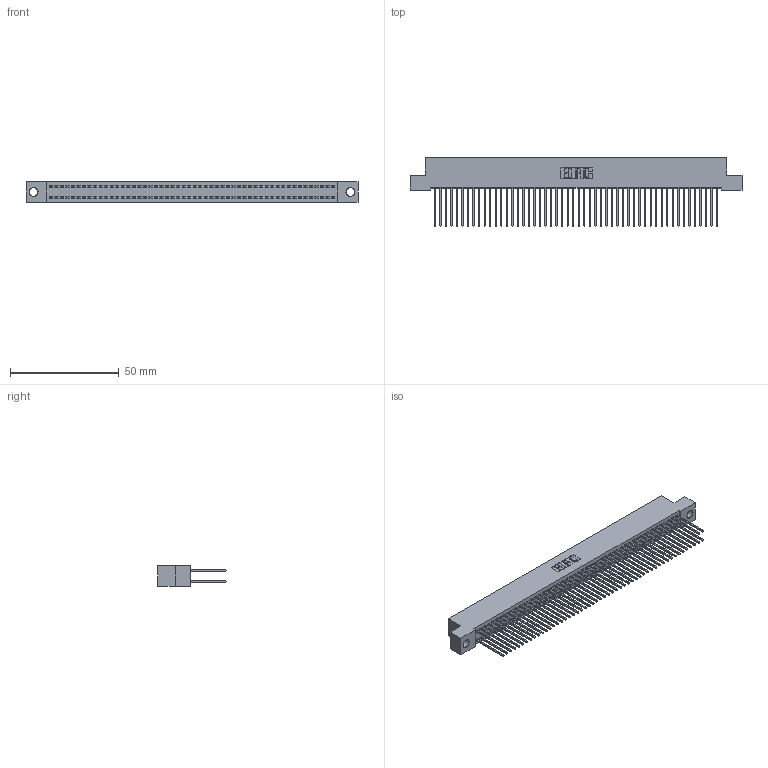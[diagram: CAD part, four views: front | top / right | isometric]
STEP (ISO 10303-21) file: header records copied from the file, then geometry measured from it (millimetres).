
FILE_DESCRIPTION (( 'STEP AP203' ), '1' );
FILE_NAME ('342-104-542-204.STEP', '2019-10-04T18:44:43', ( '' ), ( '' ), 'SwSTEP 2.0', 'SolidWorks 2016', '' );
FILE_SCHEMA (( 'CONFIG_CONTROL_DESIGN' ));
Length unit declared in the file: inch
Products named in the file (3): 345-292-001_345-293-142; 342-104-542-204; 342 Part_.156 TH
Assembly tree (105 placements, depth 2):
  342-104-542-204
    342 Part_.156 TH
    345-292-001_345-293-142  x104
Bounding box: 152.4 x 31.63 x 9.4 mm (x, y, z)
Volume: 14138.2 mm3; surface area: 25259.7 mm2
Topology: 105 solids, 105 shells, 5518 faces, 16419 edges, 10806 vertices
Faces by surface type: plane 3810, cylinder 1708
Entity records: 32049 total; most frequent: CARTESIAN_POINT 5298, ORIENTED_EDGE 5234, DIRECTION 4509, EDGE_CURVE 2617, LINE 2489, VECTOR 2489, VERTEX_POINT 1742, AXIS2_PLACEMENT_3D 1010
